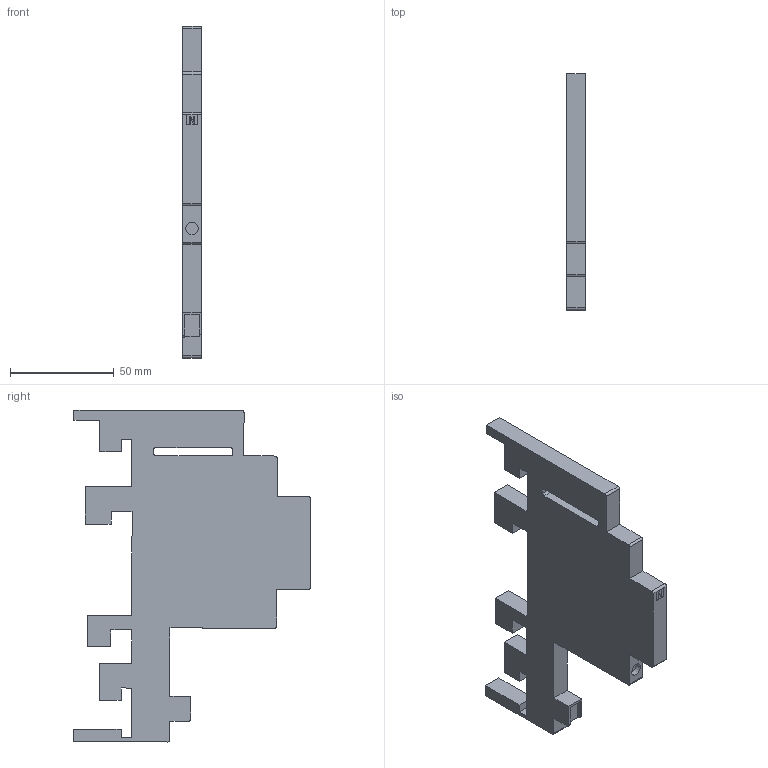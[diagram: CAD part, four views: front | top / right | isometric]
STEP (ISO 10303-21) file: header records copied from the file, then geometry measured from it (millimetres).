
FILE_DESCRIPTION((''),'2;1');
FILE_NAME('32632.stp','2010-08-23T13:52:52',('rauch'),(''),'Autodesk Inventor 2011','Autodesk Inventor 2011','');
FILE_SCHEMA(('AUTOMOTIVE_DESIGN { 1 0 10303 214 1 1 1 1 }'));
Length unit declared in the file: millimetre
Products named in the file (2): 32632000; 77154N00
Assembly tree (1 placements, depth 2):
  32632000
    77154N00
Bounding box: 9 x 114.43 x 160.08 mm (x, y, z)
Volume: 89498.9 mm3; surface area: 28347.5 mm2
Topology: 1 solids, 1 shells, 96 faces, 269 edges, 178 vertices
Faces by surface type: plane 83, cylinder 13
Full cylindrical faces by diameter (mm): 6 x1
Entity records: 3131 total; most frequent: CARTESIAN_POINT 545, ORIENTED_EDGE 536, DIRECTION 492, EDGE_CURVE 268, VECTOR 242, LINE 242, VERTEX_POINT 178, AXIS2_PLACEMENT_3D 125
